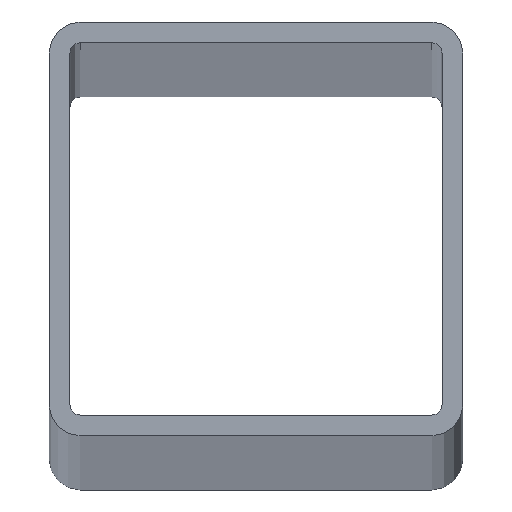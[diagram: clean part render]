
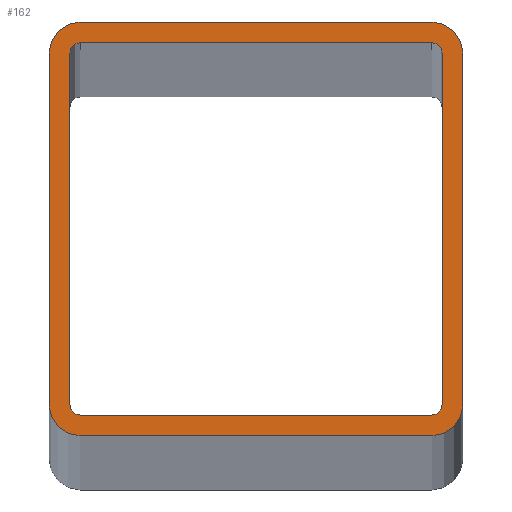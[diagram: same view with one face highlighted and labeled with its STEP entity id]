
A CAD part, top view. The second image highlights one B-rep face of the part: STEP entity #162.
In plain terms, the highlighted planar face has unit normal (0, 0, 1).
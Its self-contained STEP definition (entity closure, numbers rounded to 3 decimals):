
#2 = PLANE ( 'NONE',  #169 ) ;
#9 = DIRECTION ( 'NONE',  ( 0., 0., 1. ) ) ;
#11 = CARTESIAN_POINT ( 'NONE',  ( 17., 17., 3000. ) ) ;
#13 = ORIENTED_EDGE ( 'NONE', *, *, #606, .T. ) ;
#15 = VERTEX_POINT ( 'NONE', #499 ) ;
#18 = CIRCLE ( 'NONE', #501, 3. ) ;
#21 = CIRCLE ( 'NONE', #95, 1. ) ;
#27 = VERTEX_POINT ( 'NONE', #546 ) ;
#29 = ORIENTED_EDGE ( 'NONE', *, *, #525, .T. ) ;
#32 = DIRECTION ( 'NONE',  ( 0., 0., 1. ) ) ;
#37 = CARTESIAN_POINT ( 'NONE',  ( 17., 17., 3000. ) ) ;
#44 = CARTESIAN_POINT ( 'NONE',  ( -17., -17., 3000. ) ) ;
#47 = CARTESIAN_POINT ( 'NONE',  ( -18., -17., 3000. ) ) ;
#48 = EDGE_LOOP ( 'NONE', ( #152, #263, #154, #141, #193, #429, #396, #98 ) ) ;
#51 = EDGE_CURVE ( 'NONE', #482, #15, #59, .T. ) ;
#53 = CARTESIAN_POINT ( 'NONE',  ( -20., 17., 3000. ) ) ;
#57 = EDGE_LOOP ( 'NONE', ( #123, #381, #259, #328, #29, #13, #196, #182 ) ) ;
#59 = LINE ( 'NONE', #64, #403 ) ;
#60 = CARTESIAN_POINT ( 'NONE',  ( 20., -17., 3000. ) ) ;
#64 = CARTESIAN_POINT ( 'NONE',  ( 18., -17., 3000. ) ) ;
#72 = DIRECTION ( 'NONE',  ( 0., 0., 1. ) ) ;
#83 = LINE ( 'NONE', #147, #161 ) ;
#84 = DIRECTION ( 'NONE',  ( 0., 0., 1. ) ) ;
#88 = EDGE_CURVE ( 'NONE', #366, #510, #539, .T. ) ;
#95 = AXIS2_PLACEMENT_3D ( 'NONE', #280, #9, #318 ) ;
#98 = ORIENTED_EDGE ( 'NONE', *, *, #552, .F. ) ;
#111 = LINE ( 'NONE', #583, #214 ) ;
#112 = CARTESIAN_POINT ( 'NONE',  ( -17., -18., 3000. ) ) ;
#122 = CARTESIAN_POINT ( 'NONE',  ( -18., -17., 3000. ) ) ;
#123 = ORIENTED_EDGE ( 'NONE', *, *, #211, .T. ) ;
#126 = VERTEX_POINT ( 'NONE', #47 ) ;
#127 = LINE ( 'NONE', #503, #465 ) ;
#130 = CARTESIAN_POINT ( 'NONE',  ( 17., -18., 3000. ) ) ;
#137 = DIRECTION ( 'NONE',  ( -1., 0., 0. ) ) ;
#138 = DIRECTION ( 'NONE',  ( -1., 0., 0. ) ) ;
#141 = ORIENTED_EDGE ( 'NONE', *, *, #568, .F. ) ;
#143 = FACE_BOUND ( 'NONE', #48, .T. ) ;
#144 = VERTEX_POINT ( 'NONE', #227 ) ;
#147 = CARTESIAN_POINT ( 'NONE',  ( 20., -17., 3000. ) ) ;
#149 = VERTEX_POINT ( 'NONE', #469 ) ;
#150 = CARTESIAN_POINT ( 'NONE',  ( -17., -17., 3000. ) ) ;
#152 = ORIENTED_EDGE ( 'NONE', *, *, #88, .F. ) ;
#154 = ORIENTED_EDGE ( 'NONE', *, *, #385, .F. ) ;
#156 = DIRECTION ( 'NONE',  ( 0., 0., 1. ) ) ;
#161 = VECTOR ( 'NONE', #284, 1000. ) ;
#162 = ADVANCED_FACE ( 'NONE', ( #572, #143 ), #2, .T. ) ;
#166 = DIRECTION ( 'NONE',  ( -1., 0., 0. ) ) ;
#168 = VECTOR ( 'NONE', #368, 1000. ) ;
#169 = AXIS2_PLACEMENT_3D ( 'NONE', #44, #313, #416 ) ;
#172 = LINE ( 'NONE', #122, #373 ) ;
#173 = LINE ( 'NONE', #603, #476 ) ;
#175 = DIRECTION ( 'NONE',  ( 1., 0., 0. ) ) ;
#179 = DIRECTION ( 'NONE',  ( 0., 0., 1. ) ) ;
#182 = ORIENTED_EDGE ( 'NONE', *, *, #395, .T. ) ;
#186 = CARTESIAN_POINT ( 'NONE',  ( -17., 20., 3000. ) ) ;
#193 = ORIENTED_EDGE ( 'NONE', *, *, #297, .F. ) ;
#196 = ORIENTED_EDGE ( 'NONE', *, *, #444, .T. ) ;
#198 = VERTEX_POINT ( 'NONE', #562 ) ;
#204 = AXIS2_PLACEMENT_3D ( 'NONE', #354, #32, #553 ) ;
#211 = EDGE_CURVE ( 'NONE', #285, #446, #455, .T. ) ;
#214 = VECTOR ( 'NONE', #487, 1000. ) ;
#222 = DIRECTION ( 'NONE',  ( 0., 0., 1. ) ) ;
#226 = EDGE_CURVE ( 'NONE', #126, #366, #597, .T. ) ;
#227 = CARTESIAN_POINT ( 'NONE',  ( -18., 17., 3000. ) ) ;
#231 = VERTEX_POINT ( 'NONE', #615 ) ;
#241 = CARTESIAN_POINT ( 'NONE',  ( -17., -18., 3000. ) ) ;
#243 = VERTEX_POINT ( 'NONE', #273 ) ;
#259 = ORIENTED_EDGE ( 'NONE', *, *, #451, .T. ) ;
#260 = CIRCLE ( 'NONE', #204, 3. ) ;
#261 = DIRECTION ( 'NONE',  ( 0., -1., 0. ) ) ;
#263 = ORIENTED_EDGE ( 'NONE', *, *, #226, .F. ) ;
#273 = CARTESIAN_POINT ( 'NONE',  ( 17., 20., 3000. ) ) ;
#275 = VERTEX_POINT ( 'NONE', #331 ) ;
#280 = CARTESIAN_POINT ( 'NONE',  ( -17., 17., 3000. ) ) ;
#284 = DIRECTION ( 'NONE',  ( 0., 1., 0. ) ) ;
#285 = VERTEX_POINT ( 'NONE', #424 ) ;
#293 = VERTEX_POINT ( 'NONE', #53 ) ;
#295 = DIRECTION ( 'NONE',  ( 1., 0., 0. ) ) ;
#297 = EDGE_CURVE ( 'NONE', #231, #149, #111, .T. ) ;
#298 = CIRCLE ( 'NONE', #509, 1. ) ;
#299 = VERTEX_POINT ( 'NONE', #60 ) ;
#301 = CARTESIAN_POINT ( 'NONE',  ( -17., 17., 3000. ) ) ;
#308 = AXIS2_PLACEMENT_3D ( 'NONE', #517, #84, #412 ) ;
#313 = DIRECTION ( 'NONE',  ( 0., 0., 1. ) ) ;
#315 = AXIS2_PLACEMENT_3D ( 'NONE', #37, #222, #557 ) ;
#318 = DIRECTION ( 'NONE',  ( -1., 0., 0. ) ) ;
#328 = ORIENTED_EDGE ( 'NONE', *, *, #559, .T. ) ;
#331 = CARTESIAN_POINT ( 'NONE',  ( 20., 17., 3000. ) ) ;
#344 = VECTOR ( 'NONE', #295, 1000. ) ;
#354 = CARTESIAN_POINT ( 'NONE',  ( 17., -17., 3000. ) ) ;
#366 = VERTEX_POINT ( 'NONE', #241 ) ;
#368 = DIRECTION ( 'NONE',  ( -1., 0., 0. ) ) ;
#373 = VECTOR ( 'NONE', #261, 1000. ) ;
#374 = DIRECTION ( 'NONE',  ( 0., 0., 1. ) ) ;
#378 = EDGE_CURVE ( 'NONE', #15, #231, #298, .T. ) ;
#381 = ORIENTED_EDGE ( 'NONE', *, *, #436, .T. ) ;
#383 = DIRECTION ( 'NONE',  ( 0., 1., 0. ) ) ;
#385 = EDGE_CURVE ( 'NONE', #144, #126, #172, .T. ) ;
#394 = DIRECTION ( 'NONE',  ( 1., 0., 0. ) ) ;
#395 = EDGE_CURVE ( 'NONE', #293, #285, #173, .T. ) ;
#396 = ORIENTED_EDGE ( 'NONE', *, *, #51, .F. ) ;
#402 = CARTESIAN_POINT ( 'NONE',  ( 18., -17., 3000. ) ) ;
#403 = VECTOR ( 'NONE', #383, 1000. ) ;
#408 = CARTESIAN_POINT ( 'NONE',  ( 17., -17., 3000. ) ) ;
#412 = DIRECTION ( 'NONE',  ( -1., 0., 0. ) ) ;
#414 = AXIS2_PLACEMENT_3D ( 'NONE', #408, #179, #137 ) ;
#416 = DIRECTION ( 'NONE',  ( 1., 0., 0. ) ) ;
#424 = CARTESIAN_POINT ( 'NONE',  ( -20., -17., 3000. ) ) ;
#429 = ORIENTED_EDGE ( 'NONE', *, *, #378, .F. ) ;
#436 = EDGE_CURVE ( 'NONE', #446, #198, #127, .T. ) ;
#444 = EDGE_CURVE ( 'NONE', #27, #293, #18, .T. ) ;
#446 = VERTEX_POINT ( 'NONE', #449 ) ;
#448 = CIRCLE ( 'NONE', #414, 1. ) ;
#449 = CARTESIAN_POINT ( 'NONE',  ( -17., -20., 3000. ) ) ;
#451 = EDGE_CURVE ( 'NONE', #198, #299, #260, .T. ) ;
#455 = CIRCLE ( 'NONE', #545, 3. ) ;
#465 = VECTOR ( 'NONE', #175, 1000. ) ;
#469 = CARTESIAN_POINT ( 'NONE',  ( -17., 18., 3000. ) ) ;
#476 = VECTOR ( 'NONE', #500, 1000. ) ;
#482 = VERTEX_POINT ( 'NONE', #402 ) ;
#487 = DIRECTION ( 'NONE',  ( -1., 0., 0. ) ) ;
#499 = CARTESIAN_POINT ( 'NONE',  ( 18., 17., 3000. ) ) ;
#500 = DIRECTION ( 'NONE',  ( 0., -1., 0. ) ) ;
#501 = AXIS2_PLACEMENT_3D ( 'NONE', #301, #72, #394 ) ;
#503 = CARTESIAN_POINT ( 'NONE',  ( -17., -20., 3000. ) ) ;
#509 = AXIS2_PLACEMENT_3D ( 'NONE', #11, #156, #166 ) ;
#510 = VERTEX_POINT ( 'NONE', #130 ) ;
#517 = CARTESIAN_POINT ( 'NONE',  ( -17., -17., 3000. ) ) ;
#523 = CIRCLE ( 'NONE', #315, 3. ) ;
#525 = EDGE_CURVE ( 'NONE', #275, #243, #523, .T. ) ;
#539 = LINE ( 'NONE', #112, #344 ) ;
#545 = AXIS2_PLACEMENT_3D ( 'NONE', #150, #374, #138 ) ;
#546 = CARTESIAN_POINT ( 'NONE',  ( -17., 20., 3000. ) ) ;
#552 = EDGE_CURVE ( 'NONE', #510, #482, #448, .T. ) ;
#553 = DIRECTION ( 'NONE',  ( 1., 0., 0. ) ) ;
#557 = DIRECTION ( 'NONE',  ( -1., 0., 0. ) ) ;
#559 = EDGE_CURVE ( 'NONE', #299, #275, #83, .T. ) ;
#562 = CARTESIAN_POINT ( 'NONE',  ( 17., -20., 3000. ) ) ;
#568 = EDGE_CURVE ( 'NONE', #149, #144, #21, .T. ) ;
#572 = FACE_OUTER_BOUND ( 'NONE', #57, .T. ) ;
#583 = CARTESIAN_POINT ( 'NONE',  ( -17., 18., 3000. ) ) ;
#597 = CIRCLE ( 'NONE', #308, 1. ) ;
#603 = CARTESIAN_POINT ( 'NONE',  ( -20., -17., 3000. ) ) ;
#606 = EDGE_CURVE ( 'NONE', #243, #27, #616, .T. ) ;
#615 = CARTESIAN_POINT ( 'NONE',  ( 17., 18., 3000. ) ) ;
#616 = LINE ( 'NONE', #186, #168 ) ;
